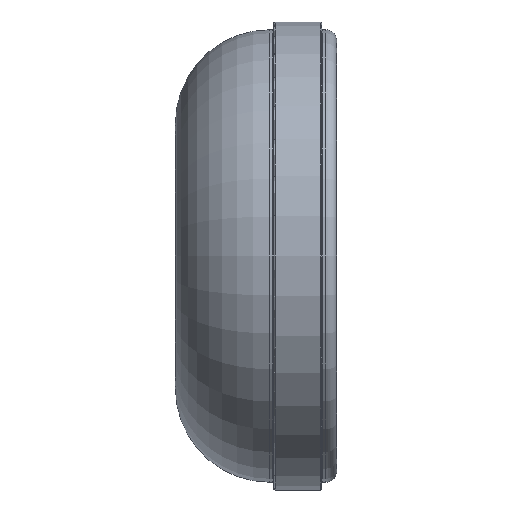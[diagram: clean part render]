
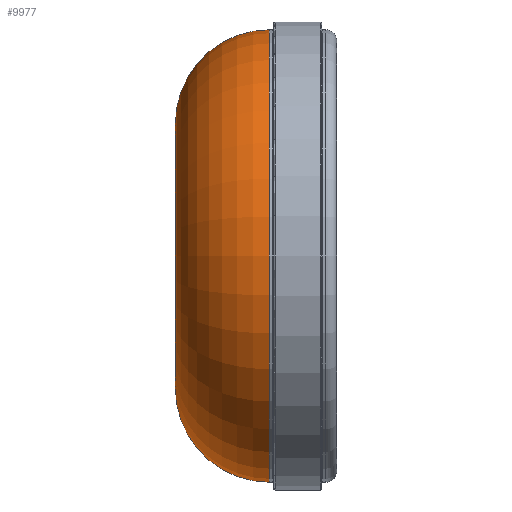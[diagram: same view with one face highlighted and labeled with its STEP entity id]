
A CAD part, left-side view. The second image highlights one B-rep face of the part: STEP entity #9977.
In plain terms, the highlighted toroidal (fillet/blend) face has major radius 18.7 mm and minor radius 13.3 mm.
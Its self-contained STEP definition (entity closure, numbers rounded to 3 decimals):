
#230 = TOROIDAL_SURFACE ( 'NONE', #241, 18.7, 13.3 ) ;
#241 = AXIS2_PLACEMENT_3D ( 'NONE', #13765, #13767, #13773 ) ;
#2617 = CARTESIAN_POINT ( 'NONE',  ( 0., 9.5, 0. ) ) ;
#2618 = DIRECTION ( 'NONE',  ( 0., -1., 0. ) ) ;
#2619 = DIRECTION ( 'NONE',  ( 0., 0., 1. ) ) ;
#6721 = CARTESIAN_POINT ( 'NONE',  ( 0., 22.8, 18.7 ) ) ;
#6727 = CARTESIAN_POINT ( 'NONE',  ( 0., 22.8, -18.7 ) ) ;
#6728 = CARTESIAN_POINT ( 'NONE',  ( 0., 9.5, 32. ) ) ;
#6743 = CARTESIAN_POINT ( 'NONE',  ( 0., 9.5, -32. ) ) ;
#7593 = CIRCLE ( 'NONE', #7611, 13.3 ) ;
#7595 = CIRCLE ( 'NONE', #7597, 32. ) ;
#7597 = AXIS2_PLACEMENT_3D ( 'NONE', #2617, #2618, #2619 ) ;
#7598 = CIRCLE ( 'NONE', #7600, 18.7 ) ;
#7600 = AXIS2_PLACEMENT_3D ( 'NONE', #8721, #8722, #8723 ) ;
#7607 = AXIS2_PLACEMENT_3D ( 'NONE', #8749, #8750, #8751 ) ;
#7608 = CIRCLE ( 'NONE', #7607, 13.3 ) ;
#7611 = AXIS2_PLACEMENT_3D ( 'NONE', #8753, #8754, #8755 ) ;
#8721 = CARTESIAN_POINT ( 'NONE',  ( 0., 22.8, 0. ) ) ;
#8722 = DIRECTION ( 'NONE',  ( 0., 1., 0. ) ) ;
#8723 = DIRECTION ( 'NONE',  ( 0., 0., 1. ) ) ;
#8749 = CARTESIAN_POINT ( 'NONE',  ( 0., 9.5, 18.7 ) ) ;
#8750 = DIRECTION ( 'NONE',  ( 1., 0., 0. ) ) ;
#8751 = DIRECTION ( 'NONE',  ( 0., 0., -1. ) ) ;
#8753 = CARTESIAN_POINT ( 'NONE',  ( 0., 9.5, -18.7 ) ) ;
#8754 = DIRECTION ( 'NONE',  ( -1., 0., 0. ) ) ;
#8755 = DIRECTION ( 'NONE',  ( 0., 0., 1. ) ) ;
#9977 = ADVANCED_FACE ( 'NONE', ( #13771 ), #230, .T. ) ;
#13765 = CARTESIAN_POINT ( 'NONE',  ( 0., 9.5, 0. ) ) ;
#13767 = DIRECTION ( 'NONE',  ( 0., 1., 0. ) ) ;
#13771 = FACE_OUTER_BOUND ( 'NONE', #20825, .T. ) ;
#13773 = DIRECTION ( 'NONE',  ( 0., 0., 1. ) ) ;
#17004 = EDGE_CURVE ( 'NONE', #18491, #18508, #7595, .T. ) ;
#17011 = EDGE_CURVE ( 'NONE', #18490, #18484, #7598, .T. ) ;
#17029 = EDGE_CURVE ( 'NONE', #18484, #18491, #7608, .T. ) ;
#17032 = EDGE_CURVE ( 'NONE', #18490, #18508, #7593, .T. ) ;
#18484 = VERTEX_POINT ( 'NONE', #6721 ) ;
#18490 = VERTEX_POINT ( 'NONE', #6727 ) ;
#18491 = VERTEX_POINT ( 'NONE', #6728 ) ;
#18508 = VERTEX_POINT ( 'NONE', #6743 ) ;
#20395 = ORIENTED_EDGE ( 'NONE', *, *, #17032, .T. ) ;
#20397 = ORIENTED_EDGE ( 'NONE', *, *, #17004, .F. ) ;
#20399 = ORIENTED_EDGE ( 'NONE', *, *, #17029, .F. ) ;
#20401 = ORIENTED_EDGE ( 'NONE', *, *, #17011, .F. ) ;
#20825 = EDGE_LOOP ( 'NONE', ( #20395, #20397, #20399, #20401 ) ) ;
